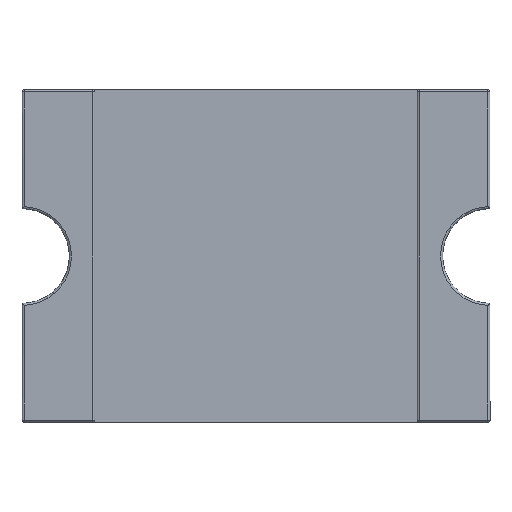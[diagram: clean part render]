
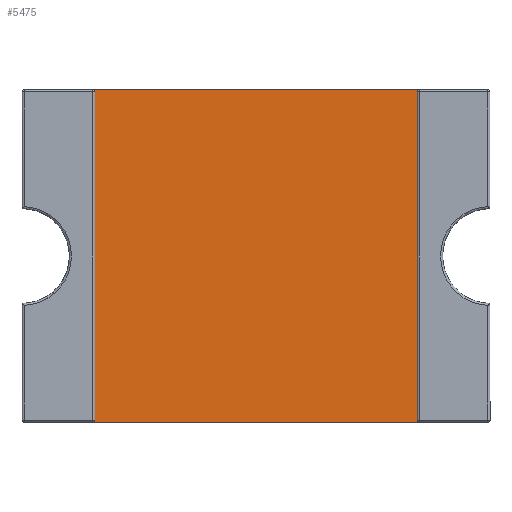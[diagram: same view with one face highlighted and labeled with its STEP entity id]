
A CAD part, front view. The second image highlights one B-rep face of the part: STEP entity #5475.
In plain terms, the highlighted planar face has unit normal (0, -1, 0).
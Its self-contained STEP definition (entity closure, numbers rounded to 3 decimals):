
#402 = LINE ( 'NONE', #10832, #8997 ) ;
#427 = FACE_OUTER_BOUND ( 'NONE', #9859, .T. ) ;
#1004 = ORIENTED_EDGE ( 'NONE', *, *, #12710, .T. ) ;
#1100 = LINE ( 'NONE', #7056, #6818 ) ;
#1288 = DIRECTION ( 'NONE',  ( 0., 0., -1. ) ) ;
#2103 = VERTEX_POINT ( 'NONE', #18460 ) ;
#2654 = EDGE_CURVE ( 'NONE', #3079, #6572, #1100, .T. ) ;
#3079 = VERTEX_POINT ( 'NONE', #15838 ) ;
#3172 = EDGE_CURVE ( 'NONE', #2103, #3079, #402, .T. ) ;
#4391 = DIRECTION ( 'NONE',  ( 1., 0., 0. ) ) ;
#4858 = VECTOR ( 'NONE', #14692, 1000. ) ;
#5475 = ADVANCED_FACE ( 'NONE', ( #427 ), #16790, .F. ) ;
#6079 = VERTEX_POINT ( 'NONE', #10609 ) ;
#6572 = VERTEX_POINT ( 'NONE', #9465 ) ;
#6818 = VECTOR ( 'NONE', #1288, 1000. ) ;
#7056 = CARTESIAN_POINT ( 'NONE',  ( 1.55, -0.54, 1.598 ) ) ;
#7801 = EDGE_CURVE ( 'NONE', #6079, #6572, #18970, .T. ) ;
#8165 = ORIENTED_EDGE ( 'NONE', *, *, #7801, .T. ) ;
#8997 = VECTOR ( 'NONE', #10737, 1000. ) ;
#9465 = CARTESIAN_POINT ( 'NONE',  ( 1.55, -0.54, -1.598 ) ) ;
#9859 = EDGE_LOOP ( 'NONE', ( #8165, #16142, #11540, #1004 ) ) ;
#10028 = AXIS2_PLACEMENT_3D ( 'NONE', #16415, #10664, #12033 ) ;
#10609 = CARTESIAN_POINT ( 'NONE',  ( -1.55, -0.54, -1.598 ) ) ;
#10664 = DIRECTION ( 'NONE',  ( 0., 1., 0. ) ) ;
#10737 = DIRECTION ( 'NONE',  ( 1., 0., 0. ) ) ;
#10832 = CARTESIAN_POINT ( 'NONE',  ( -1.55, -0.54, 1.598 ) ) ;
#11540 = ORIENTED_EDGE ( 'NONE', *, *, #3172, .F. ) ;
#12033 = DIRECTION ( 'NONE',  ( 0., 0., 1. ) ) ;
#12710 = EDGE_CURVE ( 'NONE', #2103, #6079, #17293, .T. ) ;
#14692 = DIRECTION ( 'NONE',  ( 0., 0., -1. ) ) ;
#15838 = CARTESIAN_POINT ( 'NONE',  ( 1.55, -0.54, 1.598 ) ) ;
#16142 = ORIENTED_EDGE ( 'NONE', *, *, #2654, .F. ) ;
#16415 = CARTESIAN_POINT ( 'NONE',  ( -1.55, -0.54, 1.598 ) ) ;
#16790 = PLANE ( 'NONE',  #10028 ) ;
#17293 = LINE ( 'NONE', #17664, #4858 ) ;
#17664 = CARTESIAN_POINT ( 'NONE',  ( -1.55, -0.54, 1.598 ) ) ;
#17696 = CARTESIAN_POINT ( 'NONE',  ( -1.55, -0.54, -1.598 ) ) ;
#18133 = VECTOR ( 'NONE', #4391, 1000. ) ;
#18460 = CARTESIAN_POINT ( 'NONE',  ( -1.55, -0.54, 1.598 ) ) ;
#18970 = LINE ( 'NONE', #17696, #18133 ) ;
